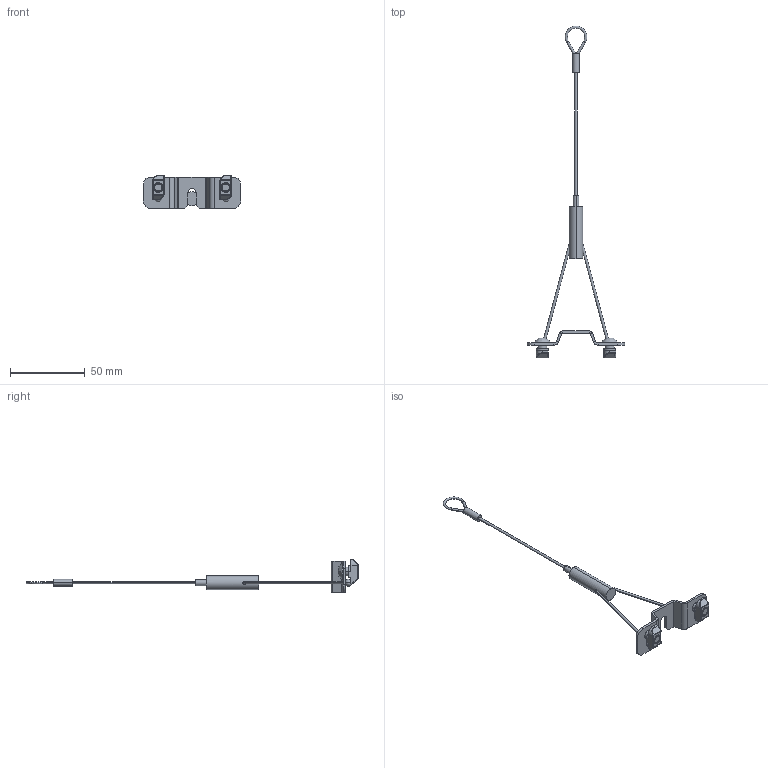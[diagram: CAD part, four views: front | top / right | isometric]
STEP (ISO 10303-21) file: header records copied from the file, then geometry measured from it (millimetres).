
FILE_DESCRIPTION((''),'2;1');
FILE_NAME('183655_ASM','2014-09-30T',('pdmadmin'),(''),'PRO/ENGINEER BY PARAMETRIC TECHNOLOGY CORPORATION, 2013230','PRO/ENGINEER BY PARAMETRIC TECHNOLOGY CORPORATION, 2013230','');
FILE_SCHEMA(('CONFIG_CONTROL_DESIGN'));
Products named in the file (7): 181221; 183318-2_AF0; 183318-1; 183318-3; M6X10_HEX_BHCS; 183534; 183655_ASM
Assembly tree (8 placements, depth 2):
  183655_ASM
    181221
    183318-2_AF0
    183318-1
    183318-3
    M6X10_HEX_BHCS  x2
    183534  x2
Bounding box: 65 x 221.58 x 22 mm (x, y, z)
Volume: 7117.1 mm3; surface area: 8297.5 mm2
Topology: 8 solids, 10 shells, 222 faces, 518 edges, 308 vertices
Faces by surface type: plane 91, cylinder 89, sphere 16, cone 12, bspline 8, torus 6
Entity records: 5088 total; most frequent: CARTESIAN_POINT 1320, DIRECTION 804, ORIENTED_EDGE 716, EDGE_CURVE 360, AXIS2_PLACEMENT_3D 306, VERTEX_POINT 218, VECTOR 192, LINE 192
